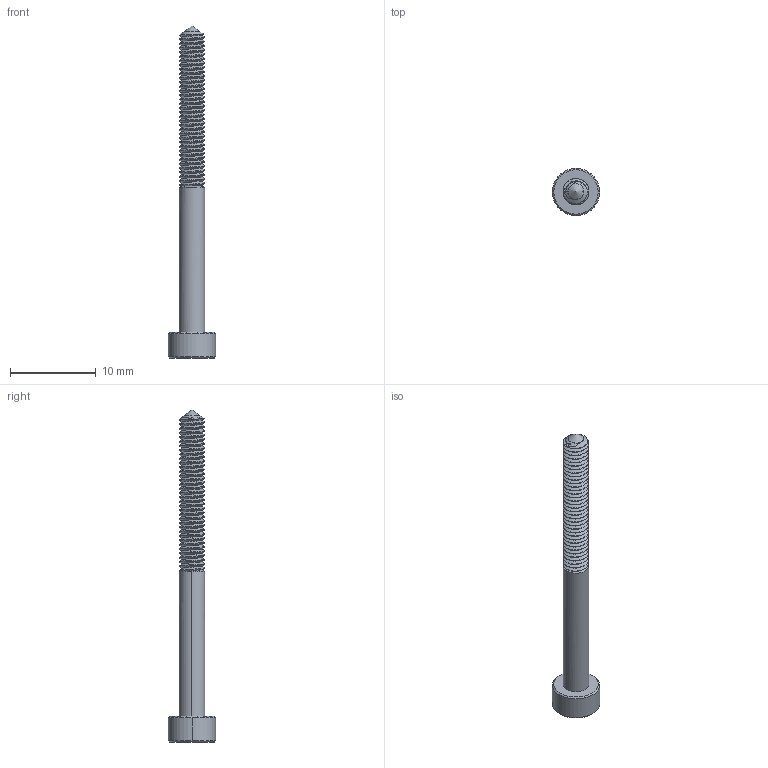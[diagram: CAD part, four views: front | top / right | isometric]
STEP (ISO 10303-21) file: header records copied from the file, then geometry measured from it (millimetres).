
FILE_DESCRIPTION (( 'STEP AP203' ), '1' );
FILE_NAME ('M3 SHCS- 35mm.step_Default_sldprt.STEP', '2022-11-09T04:41:57', ( '' ), ( '' ), 'SwSTEP 2.0', 'SolidWorks 2022', '' );
FILE_SCHEMA (( 'CONFIG_CONTROL_DESIGN' ));
Length unit declared in the file: millimetre
Products named in the file (1): M3 SHCS- 35mm.step_Default_sldprt
Bounding box: 5.5 x 5.5 x 38.65 mm (x, y, z)
Volume: 291.8 mm3; surface area: 535.6 mm2
Topology: 1 solids, 1 shells, 175 faces, 497 edges, 325 vertices
Faces by surface type: cylinder 147, cone 16, plane 10, bspline 2
Entity records: 14913 total; most frequent: CARTESIAN_POINT 11028, ORIENTED_EDGE 994, DIRECTION 572, EDGE_CURVE 497, VERTEX_POINT 326, AXIS2_PLACEMENT_3D 202, EDGE_LOOP 177, ADVANCED_FACE 175
